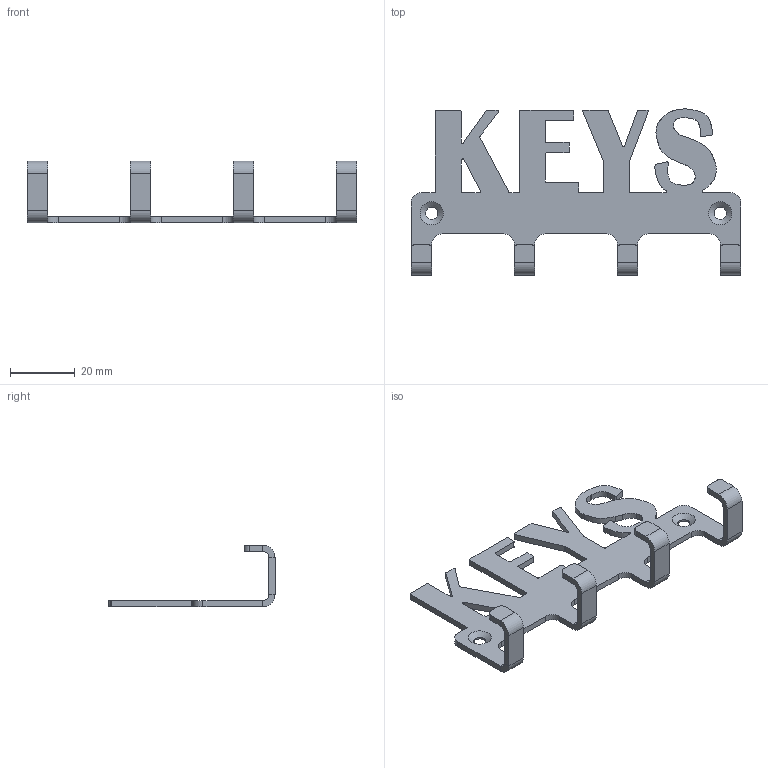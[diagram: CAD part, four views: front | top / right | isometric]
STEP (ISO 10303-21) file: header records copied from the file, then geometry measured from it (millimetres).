
FILE_DESCRIPTION(/* description */ (''),/* implementation_level */ '2;1');
FILE_NAME(/* name */ 'Key Rack v6_step.stp',/* time_stamp */ '2025-05-13T12:11:43-04:00',/* author */ (''),/* organization */ (''),/* preprocessor_version */ 'ST-DEVELOPER v20.1',/* originating_system */ 'Autodesk Translation Framework v14.4.0.0',/* authorisation */ '');
FILE_SCHEMA (('AUTOMOTIVE_DESIGN { 1 0 10303 214 3 1 1 }'));
Length unit declared in the file: centimetre
Products named in the file (1): Key Rack
Bounding box: 101.6 x 51.2 x 19.05 mm (x, y, z)
Volume: 6365.5 mm3; surface area: 8385.1 mm2
Topology: 1 solids, 1 shells, 183 faces, 525 edges, 344 vertices
Faces by surface type: plane 78, cylinder 67, bspline 36, cone 2
Full cylindrical faces by diameter (mm): 3.81 x2
Entity records: 6623 total; most frequent: CARTESIAN_POINT 1981, ORIENTED_EDGE 1050, DIRECTION 847, EDGE_CURVE 525, VERTEX_POINT 344, AXIS2_PLACEMENT_3D 284, LINE 279, VECTOR 279
